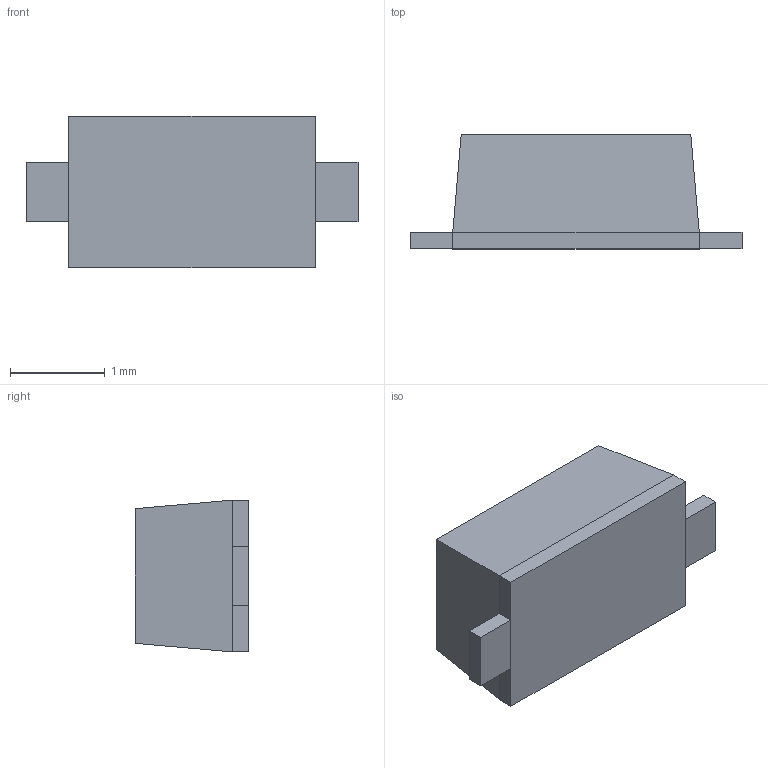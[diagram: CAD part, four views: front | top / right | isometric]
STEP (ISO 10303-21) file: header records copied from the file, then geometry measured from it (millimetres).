
FILE_DESCRIPTION (( 'STEP AP214' ), '1' );
FILE_NAME ('PMEG6010CEH.STEP', '2023-12-15T17:17:23', ( '' ), ( '' ), 'SwSTEP 2.0', 'SolidWorks 2021', '' );
FILE_SCHEMA (( 'AUTOMOTIVE_DESIGN' ));
Length unit declared in the file: millimetre
Products named in the file (1): PMEG6010CEH
Bounding box: 3.5 x 1.2 x 1.6 mm (x, y, z)
Volume: 4.7 mm3; surface area: 19.2 mm2
Topology: 3 solids, 3 shells, 22 faces, 44 edges, 28 vertices
Faces by surface type: plane 22
Entity records: 608 total; most frequent: CARTESIAN_POINT 95, DIRECTION 90, ORIENTED_EDGE 88, LINE 44, EDGE_CURVE 44, VECTOR 44, VERTEX_POINT 28, AXIS2_PLACEMENT_3D 23
